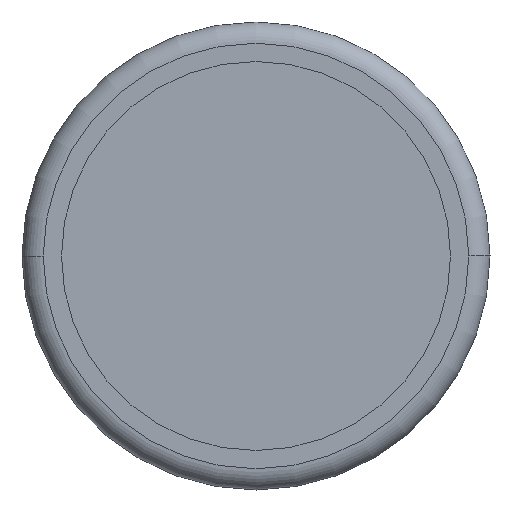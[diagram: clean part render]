
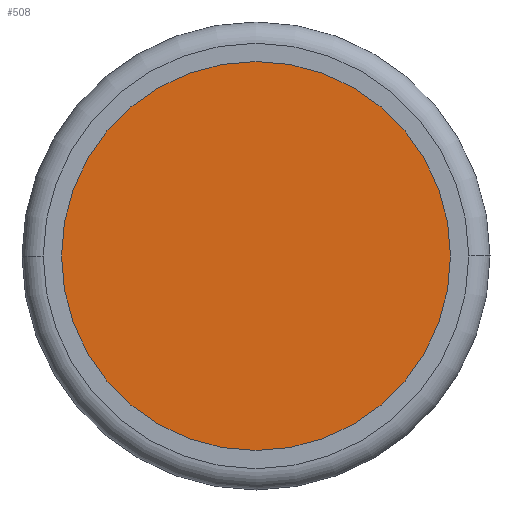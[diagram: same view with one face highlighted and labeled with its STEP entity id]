
A CAD part, left-side view. The second image highlights one B-rep face of the part: STEP entity #508.
In plain terms, the highlighted planar face has unit normal (-1, 0, 0).
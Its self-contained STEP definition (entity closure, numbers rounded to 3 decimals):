
#32 = CIRCLE ( 'NONE', #40, 9.144 ) ;
#40 = AXIS2_PLACEMENT_3D ( 'NONE', #251, #185, #985 ) ;
#80 = DIRECTION ( 'NONE',  ( 1., 0., 0. ) ) ;
#139 = AXIS2_PLACEMENT_3D ( 'NONE', #840, #408, #504 ) ;
#165 = EDGE_CURVE ( 'NONE', #1042, #949, #32, .T. ) ;
#185 = DIRECTION ( 'NONE',  ( 1., 0., 0. ) ) ;
#251 = CARTESIAN_POINT ( 'NONE',  ( -39., 0., 0. ) ) ;
#272 = EDGE_CURVE ( 'NONE', #949, #1042, #860, .T. ) ;
#311 = EDGE_LOOP ( 'NONE', ( #350, #394 ) ) ;
#318 = FACE_OUTER_BOUND ( 'NONE', #311, .T. ) ;
#331 = DIRECTION ( 'NONE',  ( 0., 1., 0. ) ) ;
#350 = ORIENTED_EDGE ( 'NONE', *, *, #165, .F. ) ;
#394 = ORIENTED_EDGE ( 'NONE', *, *, #272, .F. ) ;
#408 = DIRECTION ( 'NONE',  ( -1., 0., 0. ) ) ;
#485 = CARTESIAN_POINT ( 'NONE',  ( -39., 0., 0. ) ) ;
#504 = DIRECTION ( 'NONE',  ( 0., -1., 0. ) ) ;
#508 = ADVANCED_FACE ( 'NONE', ( #318 ), #930, .T. ) ;
#714 = CARTESIAN_POINT ( 'NONE',  ( -39., 9.144, 0. ) ) ;
#840 = CARTESIAN_POINT ( 'NONE',  ( -39., 9.144, 0. ) ) ;
#860 = CIRCLE ( 'NONE', #1072, 9.144 ) ;
#893 = CARTESIAN_POINT ( 'NONE',  ( -39., -9.144, 0. ) ) ;
#930 = PLANE ( 'NONE',  #139 ) ;
#949 = VERTEX_POINT ( 'NONE', #893 ) ;
#985 = DIRECTION ( 'NONE',  ( 0., 1., 0. ) ) ;
#1042 = VERTEX_POINT ( 'NONE', #714 ) ;
#1072 = AXIS2_PLACEMENT_3D ( 'NONE', #485, #80, #331 ) ;
